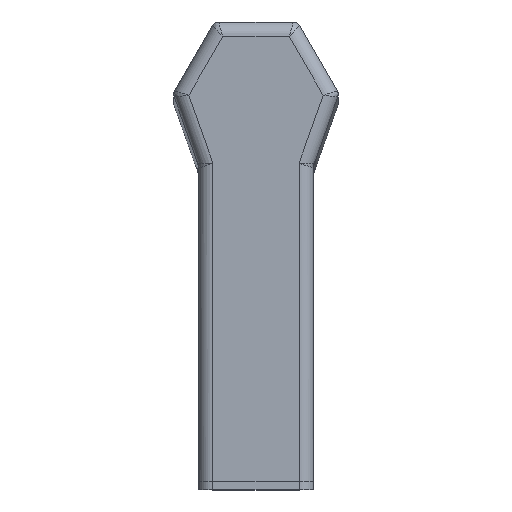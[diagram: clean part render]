
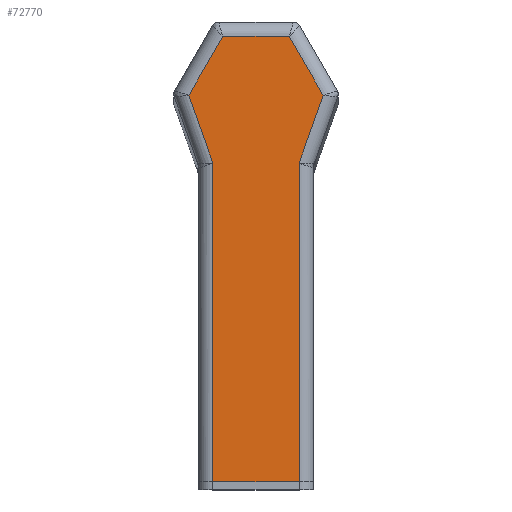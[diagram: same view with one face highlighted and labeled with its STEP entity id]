
A CAD part, top view. The second image highlights one B-rep face of the part: STEP entity #72770.
In plain terms, the highlighted face is planar.
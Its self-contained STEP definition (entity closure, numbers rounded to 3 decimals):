
#60750=CARTESIAN_POINT('',(-336.,4.,-2.309));
#60760=VERTEX_POINT('',#60750);
#61180=CARTESIAN_POINT('',(-336.,4.,2.309));
#61190=VERTEX_POINT('',#61180);
#61220=CARTESIAN_POINT('',(-336.,4.,0.));
#61230=DIRECTION('',(0.,0.,1.));
#61240=VECTOR('',#61230,1.);
#61250=LINE('',#61220,#61240);
#61260=EDGE_CURVE('',#60760,#61190,#61250,.T.);
#61930=CARTESIAN_POINT('',(-336.,-0.1,4.677));
#61940=VERTEX_POINT('',#61930);
#69570=CARTESIAN_POINT('',(-336.,-4.828,3.));
#69580=VERTEX_POINT('',#69570);
#71980=CARTESIAN_POINT('',(-336.,-4.828,-3.));
#71990=VERTEX_POINT('',#71980);
#72210=CARTESIAN_POINT('',(-336.,0.,0.));
#72220=DIRECTION('',(1.,-0.,0.));
#72230=DIRECTION('',(0.,0.,-1.));
#72240=AXIS2_PLACEMENT_3D('',#72210,#72220,#72230);
#72250=PLANE('',#72240);
#72260=CARTESIAN_POINT('',(-336.,0.,4.712));
#72270=DIRECTION('',(0.,-0.942,-0.334));
#72280=VECTOR('',#72270,1.);
#72290=LINE('',#72260,#72280);
#72300=EDGE_CURVE('',#61940,#69580,#72290,.T.);
#72310=ORIENTED_EDGE('',*,*,#72300,.F.);
#72320=CARTESIAN_POINT('',(-336.,0.,3.));
#72330=DIRECTION('',(0.,-1.,0.));
#72340=VECTOR('',#72330,1.);
#72350=LINE('',#72320,#72340);
#72360=CARTESIAN_POINT('',(-336.,-27.,3.));
#72370=VERTEX_POINT('',#72360);
#72380=EDGE_CURVE('',#69580,#72370,#72350,.T.);
#72390=ORIENTED_EDGE('',*,*,#72380,.F.);
#72400=CARTESIAN_POINT('',(-336.,-27.,0.));
#72410=DIRECTION('',(0.,0.,-1.));
#72420=VECTOR('',#72410,1000.);
#72430=LINE('',#72400,#72420);
#72440=CARTESIAN_POINT('',(-336.,-27.,-3.));
#72450=VERTEX_POINT('',#72440);
#72460=EDGE_CURVE('',#72370,#72450,#72430,.T.);
#72470=ORIENTED_EDGE('',*,*,#72460,.F.);
#72480=CARTESIAN_POINT('',(-336.,0.,-3.));
#72490=DIRECTION('',(0.,-1.,0.));
#72500=VECTOR('',#72490,1.);
#72510=LINE('',#72480,#72500);
#72520=EDGE_CURVE('',#71990,#72450,#72510,.T.);
#72530=ORIENTED_EDGE('',*,*,#72520,.T.);
#72540=CARTESIAN_POINT('',(-336.,0.,-4.712));
#72550=DIRECTION('',(0.,0.942,-0.334));
#72560=VECTOR('',#72550,1.);
#72570=LINE('',#72540,#72560);
#72580=CARTESIAN_POINT('',(-336.,-0.1,-4.677));
#72590=VERTEX_POINT('',#72580);
#72600=EDGE_CURVE('',#71990,#72590,#72570,.T.);
#72610=ORIENTED_EDGE('',*,*,#72600,.F.);
#72620=CARTESIAN_POINT('',(-336.,0.,-4.619));
#72630=DIRECTION('',(0.,0.866,0.5));
#72640=VECTOR('',#72630,1.);
#72650=LINE('',#72620,#72640);
#72660=EDGE_CURVE('',#72590,#60760,#72650,.T.);
#72670=ORIENTED_EDGE('',*,*,#72660,.F.);
#72680=ORIENTED_EDGE('',*,*,#61260,.F.);
#72690=CARTESIAN_POINT('',(-336.,0.,4.619));
#72700=DIRECTION('',(0.,-0.866,0.5));
#72710=VECTOR('',#72700,1.);
#72720=LINE('',#72690,#72710);
#72730=EDGE_CURVE('',#61190,#61940,#72720,.T.);
#72740=ORIENTED_EDGE('',*,*,#72730,.F.);
#72750=EDGE_LOOP('',(#72740,#72680,#72670,#72610,#72530,#72470,#72390,
#72310));
#72760=FACE_OUTER_BOUND('',#72750,.T.);
#72770=ADVANCED_FACE('',(#72760),#72250,.F.);
